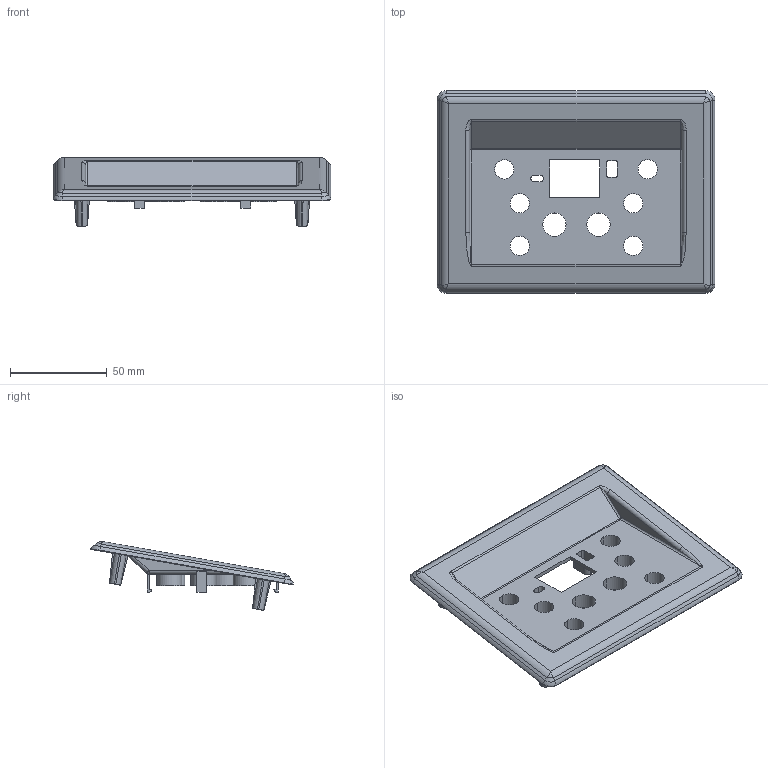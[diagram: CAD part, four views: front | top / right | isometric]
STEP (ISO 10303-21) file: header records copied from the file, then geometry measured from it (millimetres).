
FILE_DESCRIPTION (( 'STEP AP203' ), '1' );
FILE_NAME ('Thermostat Front Part.STEP', '2021-04-26T09:04:32', ( '' ), ( '' ), 'SwSTEP 2.0', 'SolidWorks 2018', '' );
FILE_SCHEMA (( 'CONFIG_CONTROL_DESIGN' ));
Length unit declared in the file: millimetre
Products named in the file (1): Thermostat Front Part
Bounding box: 143.83 x 104.89 x 35.59 mm (x, y, z)
Volume: 36662.1 mm3; surface area: 39943 mm2
Topology: 1 solids, 1 shells, 286 faces, 741 edges, 464 vertices
Faces by surface type: plane 140, cylinder 78, cone 32, torus 18, bspline 14, sphere 4
Entity records: 14312 total; most frequent: CARTESIAN_POINT 7364, ORIENTED_EDGE 1458, DIRECTION 1399, EDGE_CURVE 729, AXIS2_PLACEMENT_3D 497, VERTEX_POINT 464, VECTOR 405, LINE 405
